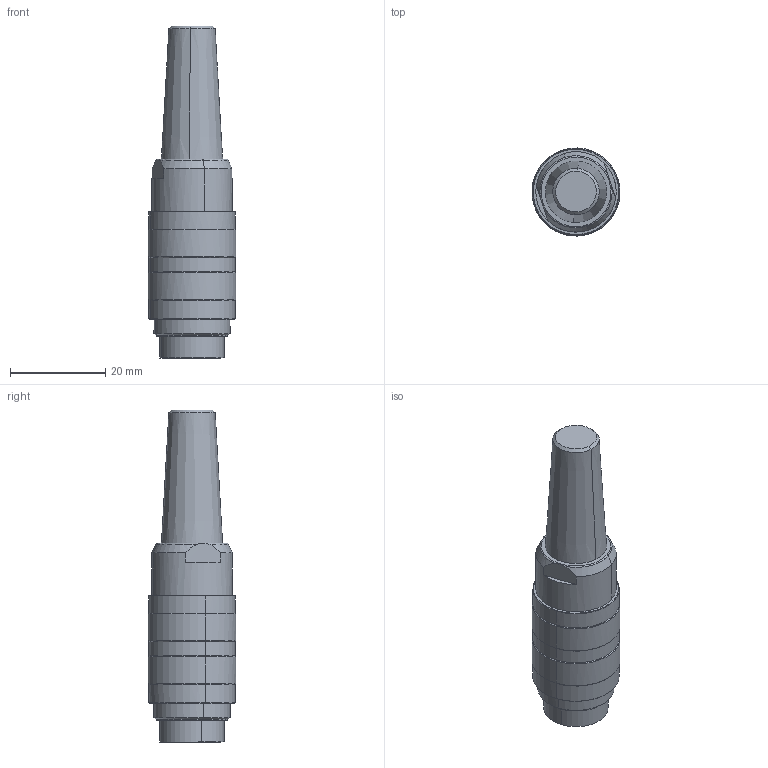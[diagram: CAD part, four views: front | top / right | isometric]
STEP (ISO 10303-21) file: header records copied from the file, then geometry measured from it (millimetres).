
FILE_DESCRIPTION(('CATIA V5 STEP Exchange','CAx-IF Rec.Pracs.--- Model Styling and Organization---1.4--- 2014-01-23'),'2;1');
FILE_NAME ('006671-1_1', '2019-12-12T10:31:23+00:00', ('none'), ('Weidmueller'), 'CATIA Version 5-6 Release 2016 SP3 HF44', 'CATIA V5 STEP AP214', 'none');
FILE_SCHEMA(('AUTOMOTIVE_DESIGN { 1 0 10303 214 1 1 1 1 }'));
Length unit declared in the file: millimetre
Products named in the file (1): 1117970000
Bounding box: 18.49 x 18.49 x 69.8 mm (x, y, z)
Volume: 11669.4 mm3; surface area: 4567.2 mm2
Topology: 2 solids, 2 shells, 100 faces, 221 edges, 133 vertices
Faces by surface type: cone 38, cylinder 30, bspline 16, plane 12, torus 4
Entity records: 3030 total; most frequent: CARTESIAN_POINT 1011, ORIENTED_EDGE 442, DIRECTION 338, EDGE_CURVE 221, AXIS2_PLACEMENT_3D 184, VERTEX_POINT 133, EDGE_LOOP 108, ADVANCED_FACE 100
